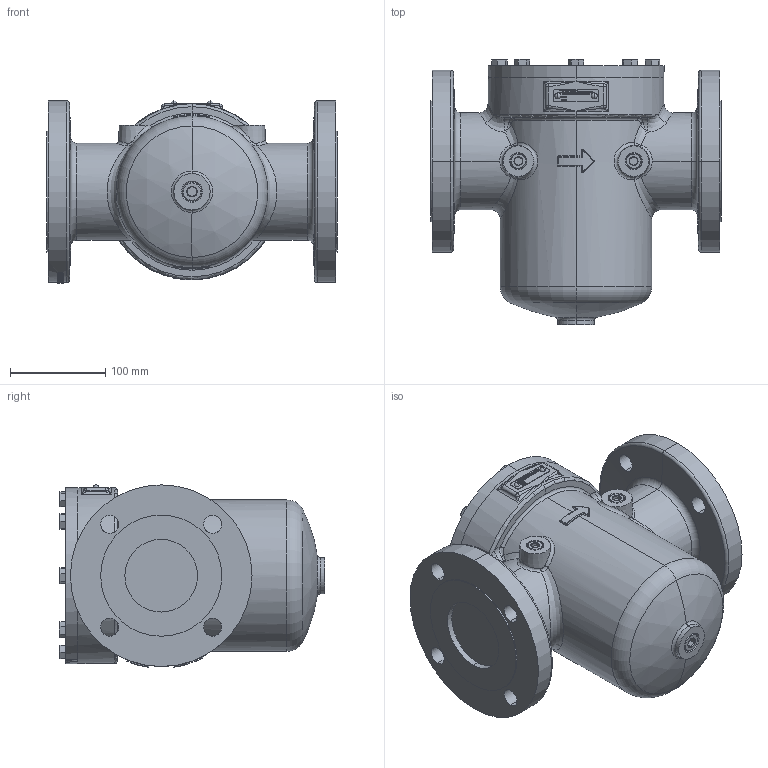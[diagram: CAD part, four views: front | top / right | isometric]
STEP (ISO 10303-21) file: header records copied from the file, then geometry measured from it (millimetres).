
FILE_DESCRIPTION (( 'STEP AP214' ), '1' );
FILE_NAME ('F-1030-RDUC.STEP', '2016-01-25T14:29:37', ( '' ), ( '' ), 'SwSTEP 2.0', 'SolidWorks 2015', '' );
FILE_SCHEMA (( 'AUTOMOTIVE_DESIGN' ));
Length unit declared in the file: inch
Products named in the file (1): F-1030-RDUC
Bounding box: 304.8 x 278.33 x 191.13 mm (x, y, z)
Volume: 7550551.6 mm3; surface area: 332387.9 mm2
Topology: 1 solids, 1 shells, 660 faces, 1843 edges, 1292 vertices
Faces by surface type: plane 248, bspline 162, cone 106, cylinder 88, torus 30, sphere 26
Entity records: 53832 total; most frequent: CARTESIAN_POINT 34325, ORIENTED_EDGE 3622, DIRECTION 2701, EDGE_CURVE 1811, VERTEX_POINT 1284, AXIS2_PLACEMENT_3D 935, LINE 831, VECTOR 831
